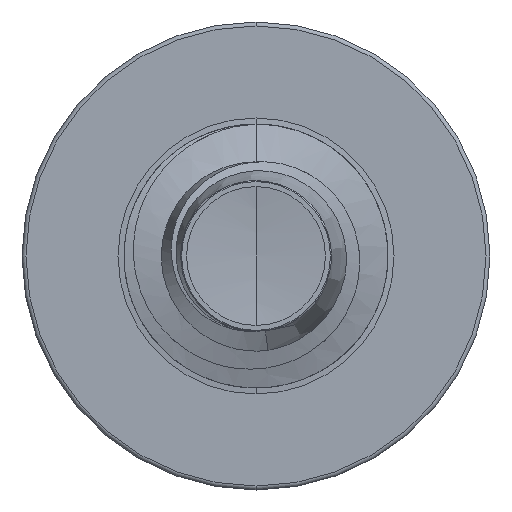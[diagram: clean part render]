
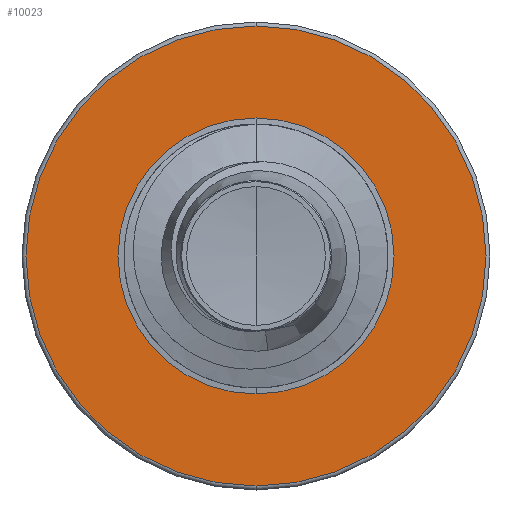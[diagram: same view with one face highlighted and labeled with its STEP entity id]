
A CAD part, front view. The second image highlights one B-rep face of the part: STEP entity #10023.
In plain terms, the highlighted planar face has unit normal (0, -1, 0).
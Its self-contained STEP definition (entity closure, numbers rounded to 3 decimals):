
#115 = EDGE_CURVE ( 'NONE', #12684, #8978, #1119, .T. ) ;
#127 = DIRECTION ( 'NONE',  ( 0., 1., 0. ) ) ;
#1119 = CIRCLE ( 'NONE', #4683, 1.917 ) ;
#1141 = CARTESIAN_POINT ( 'NONE',  ( 0., 3.5, 1.917 ) ) ;
#1155 = DIRECTION ( 'NONE',  ( 0., 0., 1. ) ) ;
#1593 = DIRECTION ( 'NONE',  ( 0., 0., 1. ) ) ;
#1619 = DIRECTION ( 'NONE',  ( 0., 1., 0. ) ) ;
#1647 = CARTESIAN_POINT ( 'NONE',  ( 0., 3.5, 0. ) ) ;
#1847 = EDGE_LOOP ( 'NONE', ( #6511, #4980 ) ) ;
#3514 = CARTESIAN_POINT ( 'NONE',  ( 0., 3.5, 1.15 ) ) ;
#4165 = FACE_OUTER_BOUND ( 'NONE', #11141, .T. ) ;
#4683 = AXIS2_PLACEMENT_3D ( 'NONE', #6053, #6638, #1155 ) ;
#4980 = ORIENTED_EDGE ( 'NONE', *, *, #9290, .T. ) ;
#5369 = AXIS2_PLACEMENT_3D ( 'NONE', #7470, #7460, #7457 ) ;
#5440 = CARTESIAN_POINT ( 'NONE',  ( 0., 3.5, -1.917 ) ) ;
#6053 = CARTESIAN_POINT ( 'NONE',  ( 0., 3.5, 0. ) ) ;
#6356 = VERTEX_POINT ( 'NONE', #12453 ) ;
#6511 = ORIENTED_EDGE ( 'NONE', *, *, #8290, .T. ) ;
#6638 = DIRECTION ( 'NONE',  ( 0., 1., 0. ) ) ;
#6867 = EDGE_CURVE ( 'NONE', #8978, #12684, #11592, .T. ) ;
#7005 = AXIS2_PLACEMENT_3D ( 'NONE', #1647, #1619, #1593 ) ;
#7457 = DIRECTION ( 'NONE',  ( 0., 0., 1. ) ) ;
#7460 = DIRECTION ( 'NONE',  ( 0., 1., 0. ) ) ;
#7470 = CARTESIAN_POINT ( 'NONE',  ( 0., 3.5, 0. ) ) ;
#7474 = ORIENTED_EDGE ( 'NONE', *, *, #6867, .F. ) ;
#7935 = PLANE ( 'NONE',  #8403 ) ;
#8290 = EDGE_CURVE ( 'NONE', #12326, #6356, #11688, .T. ) ;
#8403 = AXIS2_PLACEMENT_3D ( 'NONE', #9519, #127, #8797 ) ;
#8727 = AXIS2_PLACEMENT_3D ( 'NONE', #9468, #9466, #9451 ) ;
#8797 = DIRECTION ( 'NONE',  ( 0., 0., 1. ) ) ;
#8978 = VERTEX_POINT ( 'NONE', #5440 ) ;
#9290 = EDGE_CURVE ( 'NONE', #6356, #12326, #9835, .T. ) ;
#9451 = DIRECTION ( 'NONE',  ( 0., 0., 1. ) ) ;
#9466 = DIRECTION ( 'NONE',  ( 0., 1., 0. ) ) ;
#9468 = CARTESIAN_POINT ( 'NONE',  ( 0., 3.5, 0. ) ) ;
#9519 = CARTESIAN_POINT ( 'NONE',  ( 0., 3.5, -1.15 ) ) ;
#9835 = CIRCLE ( 'NONE', #7005, 1.15 ) ;
#10023 = ADVANCED_FACE ( 'NONE', ( #4165, #11493 ), #7935, .F. ) ;
#11141 = EDGE_LOOP ( 'NONE', ( #11393, #7474 ) ) ;
#11393 = ORIENTED_EDGE ( 'NONE', *, *, #115, .F. ) ;
#11493 = FACE_BOUND ( 'NONE', #1847, .T. ) ;
#11592 = CIRCLE ( 'NONE', #8727, 1.917 ) ;
#11688 = CIRCLE ( 'NONE', #5369, 1.15 ) ;
#12326 = VERTEX_POINT ( 'NONE', #3514 ) ;
#12453 = CARTESIAN_POINT ( 'NONE',  ( 0., 3.5, -1.15 ) ) ;
#12684 = VERTEX_POINT ( 'NONE', #1141 ) ;
